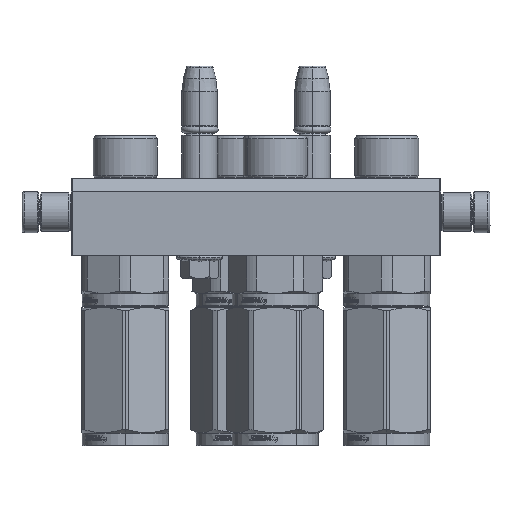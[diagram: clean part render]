
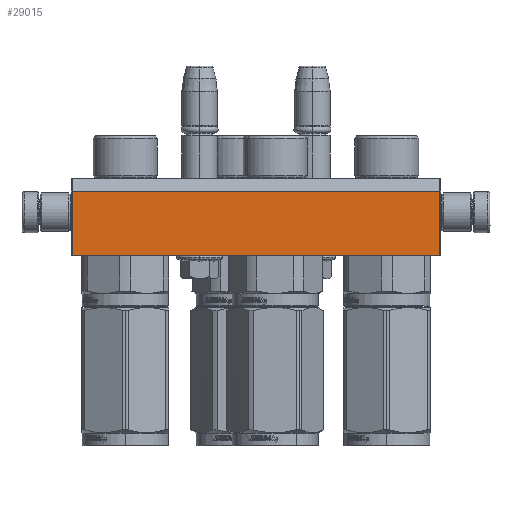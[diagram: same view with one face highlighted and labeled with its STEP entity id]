
A CAD part, left-side view. The second image highlights one B-rep face of the part: STEP entity #29015.
In plain terms, the highlighted face is planar.
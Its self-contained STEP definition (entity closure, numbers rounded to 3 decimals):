
#1922 = EDGE_CURVE ( 'NONE', #7002, #17043, #19670, .T. ) ;
#1937 = DIRECTION ( 'NONE',  ( 0., 0., -1. ) ) ;
#7002 = VERTEX_POINT ( 'NONE', #7301 ) ;
#7301 = CARTESIAN_POINT ( 'NONE',  ( 143.5, 5., -90. ) ) ;
#7453 = DIRECTION ( 'NONE',  ( 0., 1., 0. ) ) ;
#7616 = VERTEX_POINT ( 'NONE', #48268 ) ;
#10765 = CARTESIAN_POINT ( 'NONE',  ( 143.5, 5., -90. ) ) ;
#12535 = LINE ( 'NONE', #17485, #16740 ) ;
#12542 = ORIENTED_EDGE ( 'NONE', *, *, #52634, .F. ) ;
#13148 = DIRECTION ( 'NONE',  ( -1., 0., 0. ) ) ;
#13337 = DIRECTION ( 'NONE',  ( -1., 0., 0. ) ) ;
#15715 = FACE_OUTER_BOUND ( 'NONE', #35599, .T. ) ;
#16740 = VECTOR ( 'NONE', #13337, 1000. ) ;
#17043 = VERTEX_POINT ( 'NONE', #49586 ) ;
#17485 = CARTESIAN_POINT ( 'NONE',  ( 143.5, 30., -90. ) ) ;
#18790 = VECTOR ( 'NONE', #28960, 1000. ) ;
#19670 = LINE ( 'NONE', #39451, #54037 ) ;
#20643 = AXIS2_PLACEMENT_3D ( 'NONE', #33835, #1937, #33267 ) ;
#24438 = LINE ( 'NONE', #10765, #18790 ) ;
#27223 = VECTOR ( 'NONE', #7453, 1000. ) ;
#27266 = EDGE_CURVE ( 'NONE', #7002, #56742, #24438, .T. ) ;
#28960 = DIRECTION ( 'NONE',  ( 0., 1., 0. ) ) ;
#29015 = ADVANCED_FACE ( 'NONE', ( #15715 ), #38151, .T. ) ;
#29662 = ORIENTED_EDGE ( 'NONE', *, *, #1922, .T. ) ;
#29929 = CARTESIAN_POINT ( 'NONE',  ( 0.5, 5., -90. ) ) ;
#32811 = LINE ( 'NONE', #29929, #27223 ) ;
#33267 = DIRECTION ( 'NONE',  ( -1., 0., 0. ) ) ;
#33835 = CARTESIAN_POINT ( 'NONE',  ( 144., 0., -90. ) ) ;
#34012 = EDGE_CURVE ( 'NONE', #17043, #7616, #32811, .T. ) ;
#35599 = EDGE_LOOP ( 'NONE', ( #12542, #46123, #29662, #46534 ) ) ;
#38151 = PLANE ( 'NONE',  #20643 ) ;
#39451 = CARTESIAN_POINT ( 'NONE',  ( 143.5, 5., -90. ) ) ;
#43880 = CARTESIAN_POINT ( 'NONE',  ( 143.5, 30., -90. ) ) ;
#46123 = ORIENTED_EDGE ( 'NONE', *, *, #27266, .F. ) ;
#46534 = ORIENTED_EDGE ( 'NONE', *, *, #34012, .T. ) ;
#48268 = CARTESIAN_POINT ( 'NONE',  ( 0.5, 30., -90. ) ) ;
#49586 = CARTESIAN_POINT ( 'NONE',  ( 0.5, 5., -90. ) ) ;
#52634 = EDGE_CURVE ( 'NONE', #56742, #7616, #12535, .T. ) ;
#54037 = VECTOR ( 'NONE', #13148, 1000. ) ;
#56742 = VERTEX_POINT ( 'NONE', #43880 ) ;
